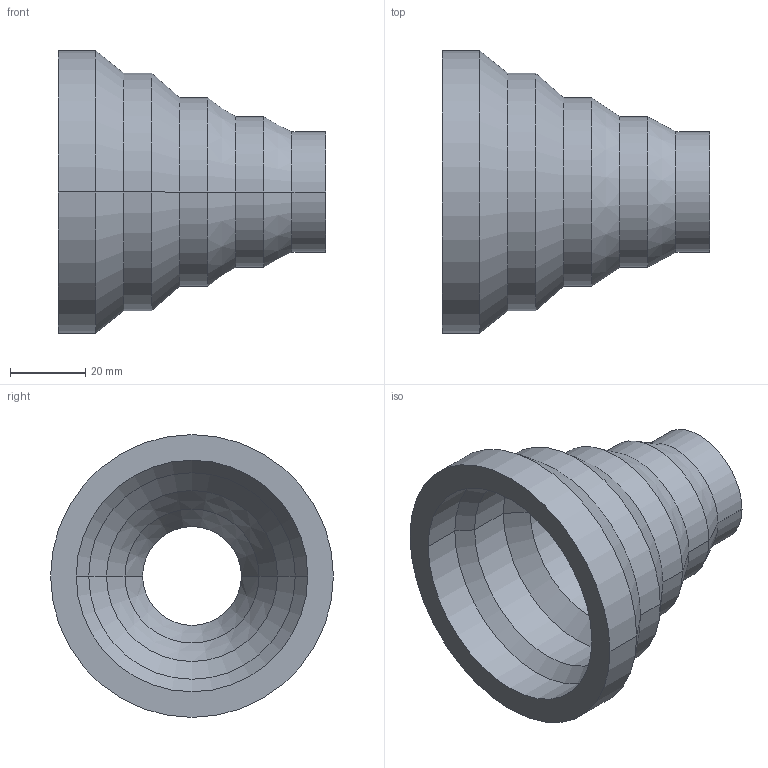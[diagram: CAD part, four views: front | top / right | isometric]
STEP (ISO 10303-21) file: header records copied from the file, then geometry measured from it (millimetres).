
FILE_DESCRIPTION( ( '' ), '1' );
FILE_NAME( 'AGRU_11007753211_PPR_grau_Reduktion_konzentrisch_75_32__SDR11__ISO_S-5_10.stp', '2018-02-08T14:20:10', ( '' ), ( '' ), ' ', ' ', ' ' );
FILE_SCHEMA( ( 'automotive_design' ) );
Length unit declared in the file: millimetre
Products named in the file (1): 1
Bounding box: 71 x 75 x 75 mm (x, y, z)
Volume: 45695.5 mm3; surface area: 25329.6 mm2
Topology: 1 solids, 1 shells, 38 faces, 76 edges, 40 vertices
Faces by surface type: cylinder 20, cone 16, plane 2
Entity records: 1876 total; most frequent: DIRECTION 194, STYLED_ITEM 155, PRESENTATION_STYLE_ASSIGNMENT 155, CARTESIAN_POINT 155, COLOUR_RGB 155, ORIENTED_EDGE 152, AXIS2_PLACEMENT_3D 79, EDGE_CURVE 76
